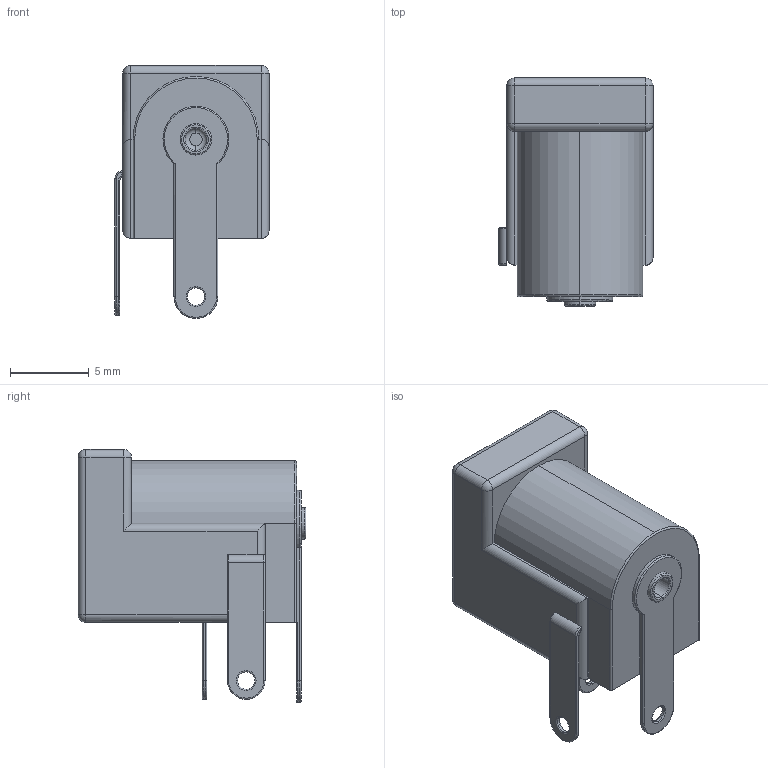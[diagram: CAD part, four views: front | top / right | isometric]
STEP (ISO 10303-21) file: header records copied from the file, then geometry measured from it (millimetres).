
FILE_DESCRIPTION (( 'STEP AP214' ), '1' );
FILE_NAME ('User Library-K375A -PCM DC Power Jack 2mm Pin.STEP', '2016-08-07T17:12:06', ( 'Windows User' ), ( '' ), 'SwSTEP 2.0', 'SolidWorks 2016', '' );
FILE_SCHEMA (( 'AUTOMOTIVE_DESIGN' ));
Length unit declared in the file: millimetre
Products named in the file (1): User Library-K375A -PCM DC Power Jack 2mm Pin
Bounding box: 9.8 x 14.5 x 16.1 mm (x, y, z)
Volume: 910.2 mm3; surface area: 1121 mm2
Topology: 1 solids, 1 shells, 156 faces, 370 edges, 215 vertices
Faces by surface type: cylinder 69, plane 40, torus 36, sphere 9, bspline 2
Entity records: 6217 total; most frequent: CARTESIAN_POINT 899, DIRECTION 823, ORIENTED_EDGE 728, EDGE_CURVE 364, AXIS2_PLACEMENT_3D 332, VERTEX_POINT 215, CIRCLE 177, EDGE_LOOP 167
